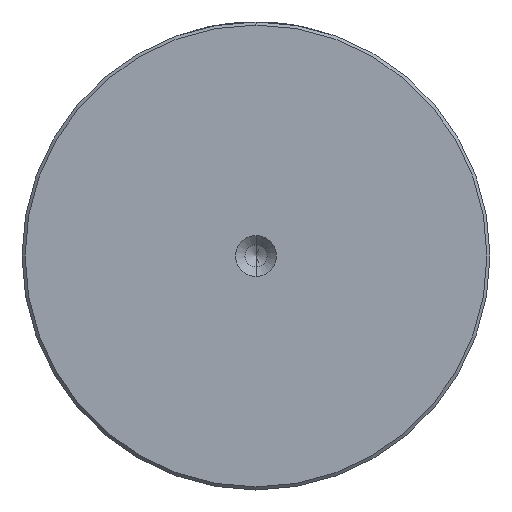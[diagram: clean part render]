
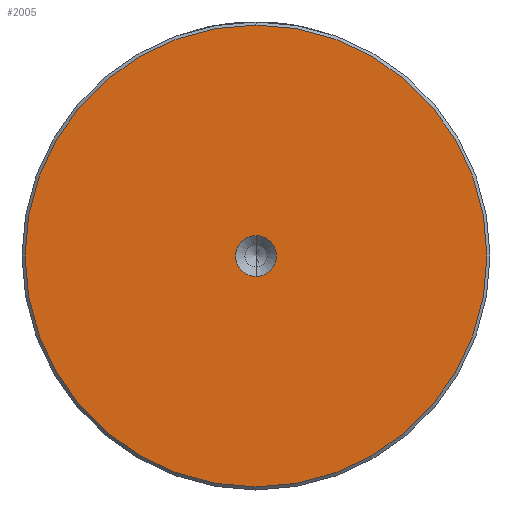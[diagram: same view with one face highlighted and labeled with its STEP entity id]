
A CAD part, left-side view. The second image highlights one B-rep face of the part: STEP entity #2005.
In plain terms, the highlighted planar face has unit normal (-1, 0, 0).
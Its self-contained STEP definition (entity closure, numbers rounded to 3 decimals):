
#132 = EDGE_CURVE ( 'NONE', #1609, #2202, #570, .T. ) ;
#189 = AXIS2_PLACEMENT_3D ( 'NONE', #1056, #2789, #1317 ) ;
#198 = AXIS2_PLACEMENT_3D ( 'NONE', #943, #917, #905 ) ;
#254 = PLANE ( 'NONE',  #3192 ) ;
#349 = CARTESIAN_POINT ( 'NONE',  ( 0., 0., 37.5 ) ) ;
#523 = EDGE_CURVE ( 'NONE', #997, #2237, #2280, .T. ) ;
#537 = ORIENTED_EDGE ( 'NONE', *, *, #523, .F. ) ;
#570 = CIRCLE ( 'NONE', #198, 37.5 ) ;
#714 = CARTESIAN_POINT ( 'NONE',  ( 0., 0., 3.3 ) ) ;
#768 = ORIENTED_EDGE ( 'NONE', *, *, #132, .T. ) ;
#905 = DIRECTION ( 'NONE',  ( 0., 0., 1. ) ) ;
#917 = DIRECTION ( 'NONE',  ( -1., 0., 0. ) ) ;
#943 = CARTESIAN_POINT ( 'NONE',  ( 0., 0., 0. ) ) ;
#997 = VERTEX_POINT ( 'NONE', #714 ) ;
#998 = DIRECTION ( 'NONE',  ( 0., 0., 1. ) ) ;
#1049 = AXIS2_PLACEMENT_3D ( 'NONE', #2810, #1338, #3053 ) ;
#1056 = CARTESIAN_POINT ( 'NONE',  ( 0., 0., 0. ) ) ;
#1144 = CIRCLE ( 'NONE', #189, 37.5 ) ;
#1236 = DIRECTION ( 'NONE',  ( -1., 0., 0. ) ) ;
#1249 = CARTESIAN_POINT ( 'NONE',  ( 0., 0., 0. ) ) ;
#1281 = DIRECTION ( 'NONE',  ( -1., 0., 0. ) ) ;
#1317 = DIRECTION ( 'NONE',  ( 0., 0., 1. ) ) ;
#1338 = DIRECTION ( 'NONE',  ( -1., 0., 0. ) ) ;
#1609 = VERTEX_POINT ( 'NONE', #349 ) ;
#1775 = EDGE_CURVE ( 'NONE', #2202, #1609, #1144, .T. ) ;
#1826 = EDGE_CURVE ( 'NONE', #2237, #997, #2382, .T. ) ;
#1919 = CARTESIAN_POINT ( 'NONE',  ( 0., 0., -3.3 ) ) ;
#2005 = ADVANCED_FACE ( 'NONE', ( #2565, #2725 ), #254, .T. ) ;
#2091 = ORIENTED_EDGE ( 'NONE', *, *, #1775, .T. ) ;
#2202 = VERTEX_POINT ( 'NONE', #2857 ) ;
#2237 = VERTEX_POINT ( 'NONE', #1919 ) ;
#2280 = CIRCLE ( 'NONE', #2813, 3.3 ) ;
#2382 = CIRCLE ( 'NONE', #1049, 3.3 ) ;
#2492 = EDGE_LOOP ( 'NONE', ( #537, #3075 ) ) ;
#2565 = FACE_OUTER_BOUND ( 'NONE', #2731, .T. ) ;
#2725 = FACE_BOUND ( 'NONE', #2492, .T. ) ;
#2731 = EDGE_LOOP ( 'NONE', ( #2091, #768 ) ) ;
#2759 = CARTESIAN_POINT ( 'NONE',  ( 0., 0., 0. ) ) ;
#2789 = DIRECTION ( 'NONE',  ( -1., 0., 0. ) ) ;
#2810 = CARTESIAN_POINT ( 'NONE',  ( 0., 0., 0. ) ) ;
#2813 = AXIS2_PLACEMENT_3D ( 'NONE', #1249, #1236, #998 ) ;
#2857 = CARTESIAN_POINT ( 'NONE',  ( 0., 0., -37.5 ) ) ;
#3003 = DIRECTION ( 'NONE',  ( 0., 0., 1. ) ) ;
#3053 = DIRECTION ( 'NONE',  ( 0., 0., 1. ) ) ;
#3075 = ORIENTED_EDGE ( 'NONE', *, *, #1826, .F. ) ;
#3192 = AXIS2_PLACEMENT_3D ( 'NONE', #2759, #1281, #3003 ) ;
